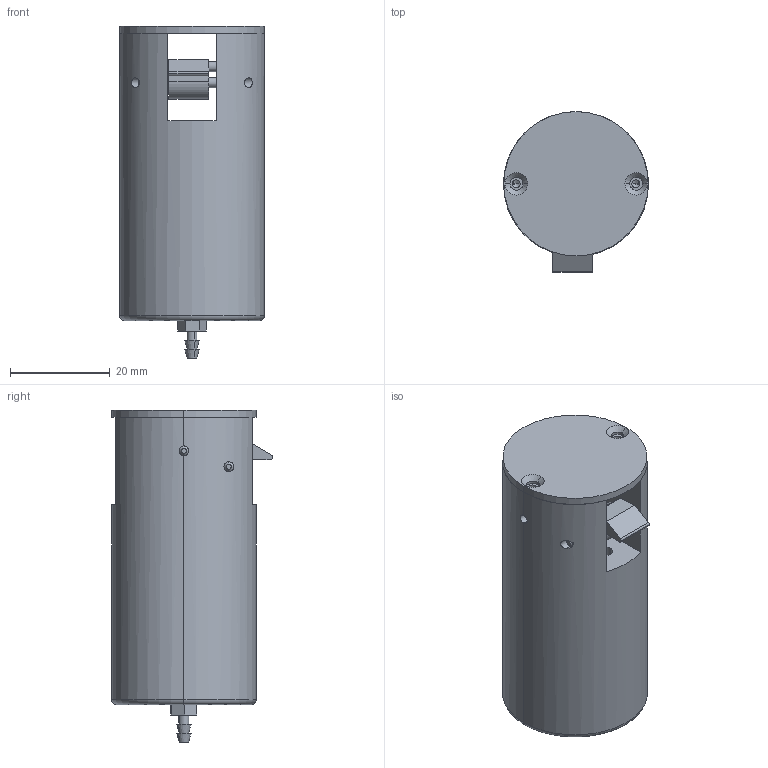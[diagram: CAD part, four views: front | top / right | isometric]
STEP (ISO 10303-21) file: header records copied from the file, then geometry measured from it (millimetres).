
FILE_DESCRIPTION (( 'STEP AP214' ), '1' );
FILE_NAME ('CO22-5GZ-CA.STEP', '2025-12-09T07:55:44', ( '' ), ( '' ), 'SwSTEP 2.0', 'SolidWorks 2024', '' );
FILE_SCHEMA (( 'AUTOMOTIVE_DESIGN' ));
Length unit declared in the file: millimetre
Products named in the file (7): 爪子L=5  H=8; ZZX2205 爪子销; TJTM3 接头; CO22-5GZ-CA; 客户实体; GB28915B  盖板; ZZX225 爪子销
Assembly tree (6 placements, depth 2):
  CO22-5GZ-CA
    客户实体
    爪子L=5  H=8
    ZZX225 爪子销
    ZZX2205 爪子销
    TJTM3 接头
    GB28915B  盖板
Bounding box: 29 x 32.25 x 66.5 mm (x, y, z)
Volume: 34561.2 mm3; surface area: 9997.8 mm2
Topology: 6 solids, 6 shells, 130 faces, 317 edges, 200 vertices
Faces by surface type: cylinder 61, plane 42, cone 22, bspline 3, torus 2
Entity records: 4866 total; most frequent: CARTESIAN_POINT 1594, DIRECTION 664, ORIENTED_EDGE 622, EDGE_CURVE 311, AXIS2_PLACEMENT_3D 258, VERTEX_POINT 200, EDGE_LOOP 151, LINE 148
